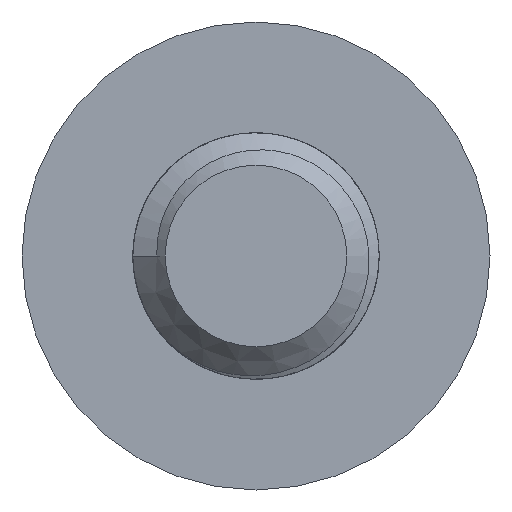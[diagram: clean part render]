
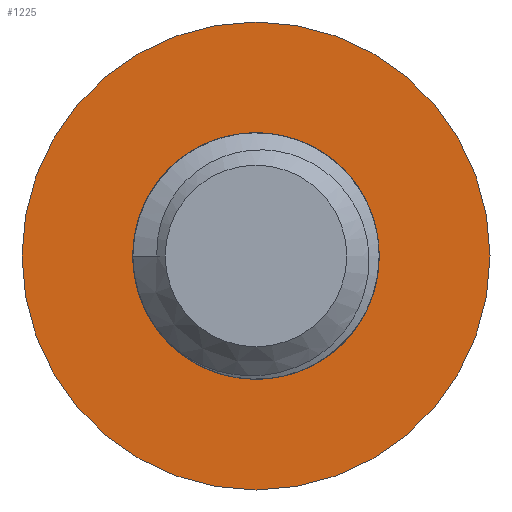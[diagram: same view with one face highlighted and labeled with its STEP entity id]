
A CAD part, left-side view. The second image highlights one B-rep face of the part: STEP entity #1225.
In plain terms, the highlighted planar face has unit normal (-1, 0, 0).
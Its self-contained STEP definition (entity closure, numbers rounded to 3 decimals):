
#24=PLANE('',#1324);
#36=FACE_BOUND('',#186,.T.);
#45=CIRCLE('',#1284,2.);
#48=CIRCLE('',#1310,3.8);
#57=CIRCLE('',#1325,2.);
#111=FACE_OUTER_BOUND('',#185,.T.);
#185=EDGE_LOOP('',(#961));
#186=EDGE_LOOP('',(#962,#963));
#498=VERTEX_POINT('',#7061);
#499=VERTEX_POINT('',#7084);
#545=VERTEX_POINT('',#8726);
#640=EDGE_CURVE('',#498,#499,#45,.T.);
#709=EDGE_CURVE('',#545,#545,#48,.T.);
#723=EDGE_CURVE('',#499,#498,#57,.T.);
#961=ORIENTED_EDGE('',*,*,#709,.F.);
#962=ORIENTED_EDGE('',*,*,#640,.F.);
#963=ORIENTED_EDGE('',*,*,#723,.F.);
#1225=ADVANCED_FACE('',(#111,#36),#24,.F.);
#1284=AXIS2_PLACEMENT_3D('',#7085,#1422,#1423);
#1310=AXIS2_PLACEMENT_3D('',#8728,#1496,#1497);
#1324=AXIS2_PLACEMENT_3D('',#8831,#1526,#1527);
#1325=AXIS2_PLACEMENT_3D('',#8832,#1528,#1529);
#1422=DIRECTION('center_axis',(-1.,0.,0.));
#1423=DIRECTION('ref_axis',(0.,0.,-1.));
#1496=DIRECTION('center_axis',(1.,0.,0.));
#1497=DIRECTION('ref_axis',(0.,0.,-1.));
#1526=DIRECTION('center_axis',(1.,0.,0.));
#1527=DIRECTION('ref_axis',(0.,0.,-1.));
#1528=DIRECTION('center_axis',(-1.,0.,0.));
#1529=DIRECTION('ref_axis',(0.,0.,-1.));
#7061=CARTESIAN_POINT('',(1.526,1.571,-2.489));
#7084=CARTESIAN_POINT('',(1.526,1.986,-3.966));
#7085=CARTESIAN_POINT('Origin',(1.526,0.,-3.726));
#8726=CARTESIAN_POINT('',(1.526,0.,0.074));
#8728=CARTESIAN_POINT('Origin',(1.526,0.,-3.726));
#8831=CARTESIAN_POINT('Origin',(1.526,-3.8,-3.726));
#8832=CARTESIAN_POINT('Origin',(1.526,0.,-3.726));
